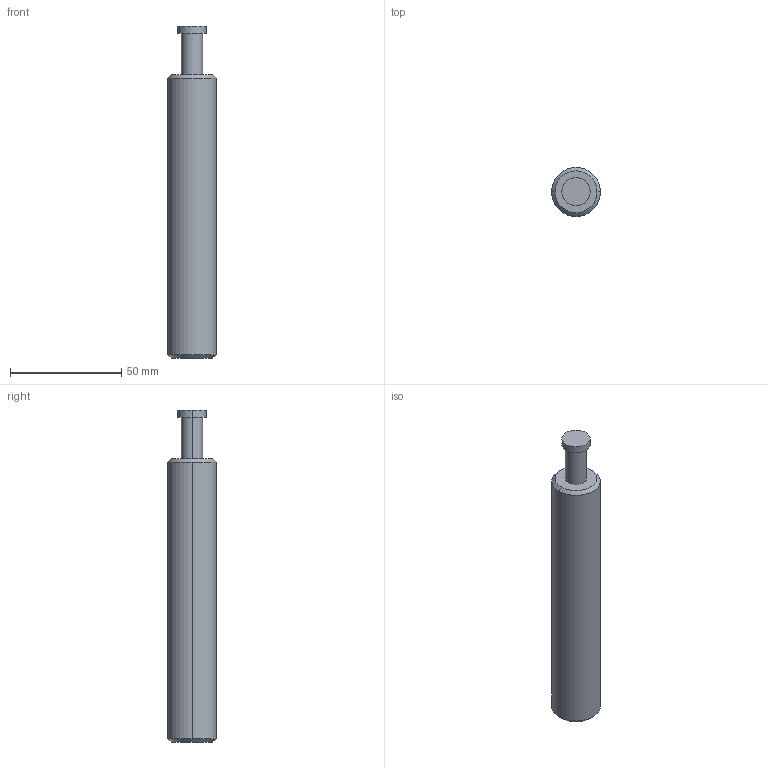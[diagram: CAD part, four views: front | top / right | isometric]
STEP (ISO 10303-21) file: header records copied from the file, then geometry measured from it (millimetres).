
FILE_DESCRIPTION(/* description */ ('STEP AP242','CAx-IF Rec.Pracs.---Representation and Presentation of Product Manufacturing Information (PMI)---4.0---2014-10-13','CAx-IF Rec.Pracs.---3D Tessellated Geometry---0.4---2014-09-14','2;1'),/* implementation_level */ '2;1');
FILE_NAME(/* name */ '66c59bf0399ce65a59951d9f',/* time_stamp */ '2024-08-21T07:49:05Z',/* author */ (''),/* organization */ (''),/* preprocessor_version */ 'ST-DEVELOPER v20',/* originating_system */ ' ',/* authorisation */ ' ');
FILE_SCHEMA (('AP242_MANAGED_MODEL_BASED_3D_ENGINEERING_MIM_LF { 1 0 10303 442 1 1 4 }'));
Length unit declared in the file: metre
Products named in the file (3): Burst Rod; burst_rod_pin; burst_rod
Assembly tree (2 placements, depth 2):
  Burst Rod
    burst_rod_pin
    burst_rod
Bounding box: 21.84 x 21.84 x 148.94 mm (x, y, z)
Volume: 47769.1 mm3; surface area: 12760.9 mm2
Topology: 2 solids, 2 shells, 22 faces, 42 edges, 25 vertices
Faces by surface type: bspline 22
Entity records: 632 total; most frequent: CARTESIAN_POINT 236, ORIENTED_EDGE 80, DIRECTION 54, EDGE_CURVE 40, AXIS2_PLACEMENT_3D 27, VERTEX_POINT 25, EDGE_LOOP 25, FACE_BOUND 25
